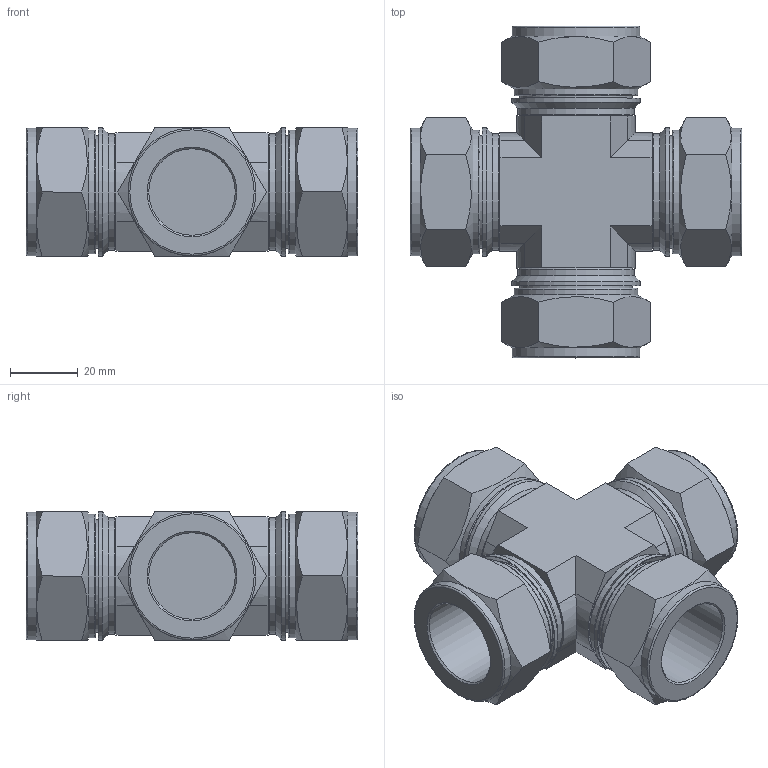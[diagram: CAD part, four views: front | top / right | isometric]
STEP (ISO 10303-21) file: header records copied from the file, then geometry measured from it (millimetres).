
FILE_DESCRIPTION(/* description */ (''),/* implementation_level */ '2;1');
FILE_NAME(/* name */ 'SUCI-16.stp',/* time_stamp */ '2022-07-08T15:25:18+09:00',/* author */ ('user'),/* organization */ (''),/* preprocessor_version */ 'ST-DEVELOPER v18.1',/* originating_system */ 'Autodesk Inventor 2022',/* authorisation */ '');
FILE_SCHEMA (('AUTOMOTIVE_DESIGN { 1 0 10303 214 3 1 1 }'));
Length unit declared in the file: millimetre
Products named in the file (1): SUC-16
Bounding box: 98.19 x 98.19 x 38.1 mm (x, y, z)
Volume: 118710.7 mm3; surface area: 40601.5 mm2
Topology: 1 solids, 1 shells, 146 faces, 320 edges, 196 vertices
Faces by surface type: plane 66, cylinder 40, cone 32, torus 8
Full cylindrical faces by diameter (mm): 25.6 x4, 31.45 x4, 31.85 x4, 33.34 x4, 34.5 x4, 36.5 x4, 37.8 x4, 38 x4
Entity records: 3961 total; most frequent: CARTESIAN_POINT 759, DIRECTION 686, ORIENTED_EDGE 640, EDGE_CURVE 320, AXIS2_PLACEMENT_3D 267, VERTEX_POINT 196, EDGE_LOOP 166, LINE 152
